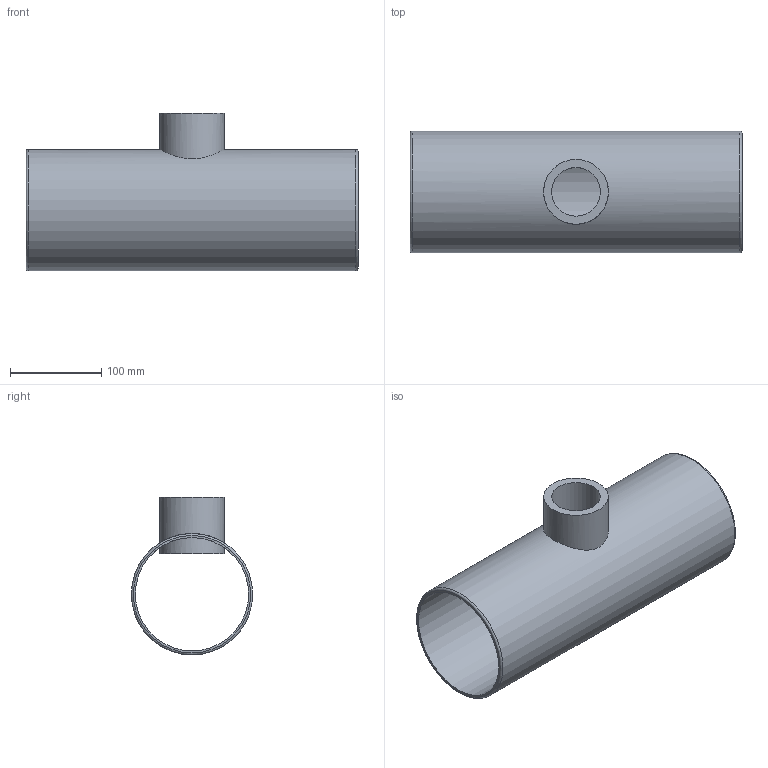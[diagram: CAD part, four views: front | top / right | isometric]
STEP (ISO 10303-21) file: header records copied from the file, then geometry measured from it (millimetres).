
FILE_DESCRIPTION(/* description */ (''),/* implementation_level */ '2;1');
FILE_NAME(/* name */ 'shoulder.stp',/* time_stamp */ '2019-08-09T11:23:41-04:00',/* author */ ('thowison'),/* organization */ (''),/* preprocessor_version */ 'ST-DEVELOPER v17',/* originating_system */ 'Autodesk Inventor 2018',/* authorisation */ '');
FILE_SCHEMA (('AUTOMOTIVE_DESIGN { 1 0 10303 214 3 1 1 }'));
Length unit declared in the file: inch
Products named in the file (1): shoulder scaled
Bounding box: 364.49 x 133.35 x 173.35 mm (x, y, z)
Volume: 745078.7 mm3; surface area: 316443.9 mm2
Topology: 1 solids, 1 shells, 11 faces, 25 edges, 18 vertices
Faces by surface type: cylinder 5, plane 4, torus 2
Full cylindrical faces by diameter (mm): 53.34 x1, 71.12 x2, 124.46 x1, 133.35 x1
Entity records: 530 total; most frequent: CARTESIAN_POINT 193, DIRECTION 65, ORIENTED_EDGE 50, AXIS2_PLACEMENT_3D 30, EDGE_CURVE 25, CIRCLE 18, VERTEX_POINT 18, EDGE_LOOP 17
